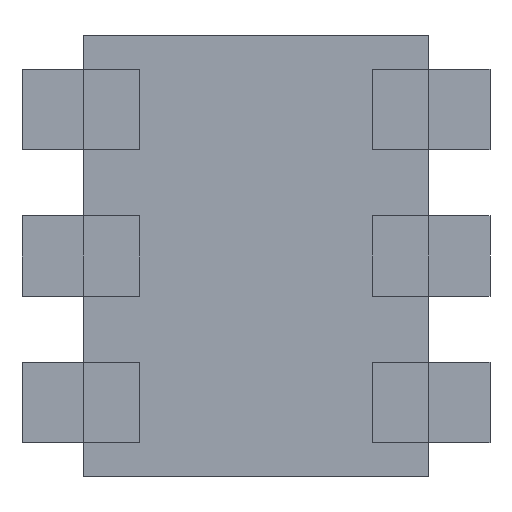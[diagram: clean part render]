
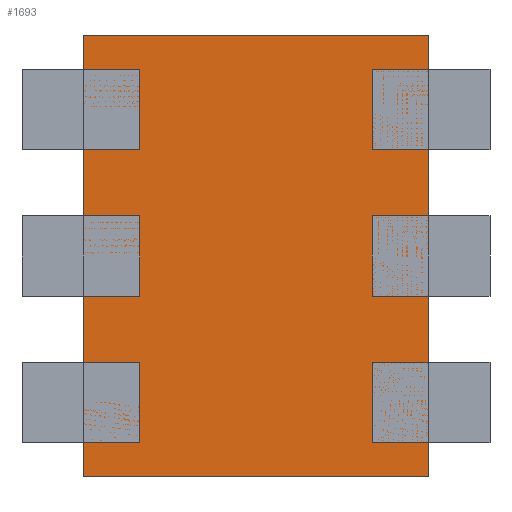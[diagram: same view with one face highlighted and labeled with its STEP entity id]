
A CAD part, front view. The second image highlights one B-rep face of the part: STEP entity #1693.
In plain terms, the highlighted planar face has unit normal (0, -1, 0).
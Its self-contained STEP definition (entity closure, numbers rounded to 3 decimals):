
#78 = DIRECTION ( 'NONE',  ( 0., 0., 1. ) ) ;
#282 = VERTEX_POINT ( 'NONE', #2981 ) ;
#392 = VECTOR ( 'NONE', #78, 1000. ) ;
#826 = ORIENTED_EDGE ( 'NONE', *, *, #2185, .F. ) ;
#973 = VERTEX_POINT ( 'NONE', #3693 ) ;
#1099 = CARTESIAN_POINT ( 'NONE',  ( -1.5, 0., -1.91 ) ) ;
#1174 = VERTEX_POINT ( 'NONE', #1099 ) ;
#1480 = CARTESIAN_POINT ( 'NONE',  ( 1.5, 0., 1.91 ) ) ;
#1481 = EDGE_CURVE ( 'NONE', #3843, #282, #2750, .T. ) ;
#1513 = EDGE_CURVE ( 'NONE', #1174, #3843, #1541, .T. ) ;
#1520 = AXIS2_PLACEMENT_3D ( 'NONE', #4316, #4666, #2363 ) ;
#1541 = LINE ( 'NONE', #2672, #392 ) ;
#1616 = DIRECTION ( 'NONE',  ( 1., 0., 0. ) ) ;
#1625 = ORIENTED_EDGE ( 'NONE', *, *, #3587, .F. ) ;
#1693 = ADVANCED_FACE ( 'NONE', ( #4997 ), #2287, .F. ) ;
#1999 = VECTOR ( 'NONE', #3506, 1000. ) ;
#2185 = EDGE_CURVE ( 'NONE', #282, #973, #4198, .T. ) ;
#2287 = PLANE ( 'NONE',  #1520 ) ;
#2363 = DIRECTION ( 'NONE',  ( 0., 0., 1. ) ) ;
#2464 = ORIENTED_EDGE ( 'NONE', *, *, #1481, .F. ) ;
#2520 = EDGE_LOOP ( 'NONE', ( #3473, #1625, #826, #2464 ) ) ;
#2555 = VECTOR ( 'NONE', #1616, 1000. ) ;
#2672 = CARTESIAN_POINT ( 'NONE',  ( -1.5, 0., 1.91 ) ) ;
#2750 = LINE ( 'NONE', #4615, #2555 ) ;
#2833 = CARTESIAN_POINT ( 'NONE',  ( -1.5, 0., 1.91 ) ) ;
#2981 = CARTESIAN_POINT ( 'NONE',  ( 1.5, 0., 1.91 ) ) ;
#3370 = LINE ( 'NONE', #4930, #4944 ) ;
#3473 = ORIENTED_EDGE ( 'NONE', *, *, #1513, .F. ) ;
#3506 = DIRECTION ( 'NONE',  ( 0., 0., -1. ) ) ;
#3587 = EDGE_CURVE ( 'NONE', #973, #1174, #3370, .T. ) ;
#3693 = CARTESIAN_POINT ( 'NONE',  ( 1.5, 0., -1.91 ) ) ;
#3843 = VERTEX_POINT ( 'NONE', #2833 ) ;
#4198 = LINE ( 'NONE', #1480, #1999 ) ;
#4316 = CARTESIAN_POINT ( 'NONE',  ( 0., 0., 0. ) ) ;
#4567 = DIRECTION ( 'NONE',  ( -1., 0., 0. ) ) ;
#4615 = CARTESIAN_POINT ( 'NONE',  ( 1.5, 0., 1.91 ) ) ;
#4666 = DIRECTION ( 'NONE',  ( 0., 1., 0. ) ) ;
#4930 = CARTESIAN_POINT ( 'NONE',  ( 1.5, 0., -1.91 ) ) ;
#4944 = VECTOR ( 'NONE', #4567, 1000. ) ;
#4997 = FACE_OUTER_BOUND ( 'NONE', #2520, .T. ) ;
